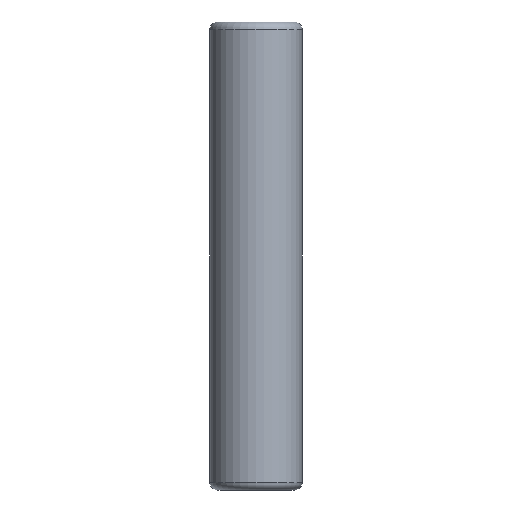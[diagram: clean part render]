
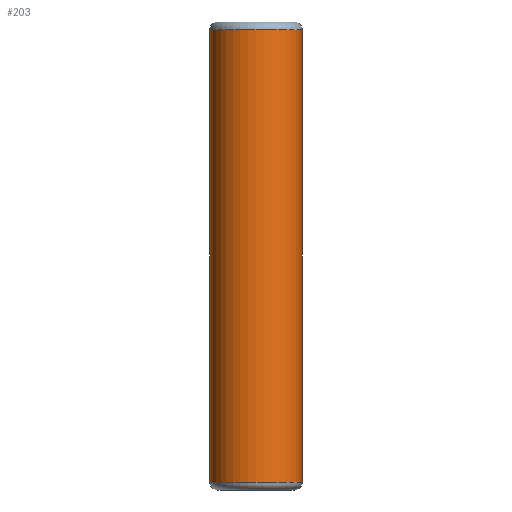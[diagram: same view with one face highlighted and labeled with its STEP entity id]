
A CAD part, front view. The second image highlights one B-rep face of the part: STEP entity #203.
In plain terms, the highlighted cylindrical face has radius 7 mm (diameter 14 mm), a partial arc.
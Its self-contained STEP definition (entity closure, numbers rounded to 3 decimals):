
#23 = VECTOR ( 'NONE', #285, 1000. ) ;
#56 = ORIENTED_EDGE ( 'NONE', *, *, #194, .F. ) ;
#57 = ORIENTED_EDGE ( 'NONE', *, *, #398, .T. ) ;
#58 = ORIENTED_EDGE ( 'NONE', *, *, #397, .T. ) ;
#59 = ORIENTED_EDGE ( 'NONE', *, *, #402, .T. ) ;
#84 = EDGE_LOOP ( 'NONE', ( #56, #57, #58, #59 ) ) ;
#95 = LINE ( 'NONE', #284, #23 ) ;
#127 = FACE_OUTER_BOUND ( 'NONE', #84, .T. ) ;
#134 = CYLINDRICAL_SURFACE ( 'NONE', #430, 7. ) ;
#141 = LINE ( 'NONE', #354, #147 ) ;
#147 = VECTOR ( 'NONE', #355, 1000. ) ;
#149 = CIRCLE ( 'NONE', #438, 7. ) ;
#153 = CIRCLE ( 'NONE', #433, 7. ) ;
#194 = EDGE_CURVE ( 'NONE', #217, #223, #95, .T. ) ;
#203 = ADVANCED_FACE ( 'NONE', ( #127 ), #134, .T. ) ;
#215 = VERTEX_POINT ( 'NONE', #332 ) ;
#217 = VERTEX_POINT ( 'NONE', #335 ) ;
#222 = VERTEX_POINT ( 'NONE', #339 ) ;
#223 = VERTEX_POINT ( 'NONE', #340 ) ;
#284 = CARTESIAN_POINT ( 'NONE',  ( 7., 0., 71. ) ) ;
#285 = DIRECTION ( 'NONE',  ( 0., 0., -1. ) ) ;
#305 = CARTESIAN_POINT ( 'NONE',  ( 0., 0., 71. ) ) ;
#308 = DIRECTION ( 'NONE',  ( 0., 0., -1. ) ) ;
#309 = DIRECTION ( 'NONE',  ( -1., 0., 0. ) ) ;
#332 = CARTESIAN_POINT ( 'NONE',  ( -7., 0., 69.8 ) ) ;
#335 = CARTESIAN_POINT ( 'NONE',  ( 7., 0., 69.8 ) ) ;
#339 = CARTESIAN_POINT ( 'NONE',  ( -7., 0., 1.2 ) ) ;
#340 = CARTESIAN_POINT ( 'NONE',  ( 7., 0., 1.2 ) ) ;
#354 = CARTESIAN_POINT ( 'NONE',  ( -7., 0., 71. ) ) ;
#355 = DIRECTION ( 'NONE',  ( 0., 0., -1. ) ) ;
#356 = CARTESIAN_POINT ( 'NONE',  ( 0., 0., 69.8 ) ) ;
#358 = DIRECTION ( 'NONE',  ( 0., 0., -1. ) ) ;
#359 = DIRECTION ( 'NONE',  ( 1., 0., 0. ) ) ;
#363 = CARTESIAN_POINT ( 'NONE',  ( 0., 0., 1.2 ) ) ;
#370 = DIRECTION ( 'NONE',  ( 0., 0., 1. ) ) ;
#371 = DIRECTION ( 'NONE',  ( 1., 0., 0. ) ) ;
#397 = EDGE_CURVE ( 'NONE', #215, #222, #141, .T. ) ;
#398 = EDGE_CURVE ( 'NONE', #217, #215, #149, .T. ) ;
#402 = EDGE_CURVE ( 'NONE', #222, #223, #153, .T. ) ;
#430 = AXIS2_PLACEMENT_3D ( 'NONE', #305, #308, #309 ) ;
#433 = AXIS2_PLACEMENT_3D ( 'NONE', #363, #370, #371 ) ;
#438 = AXIS2_PLACEMENT_3D ( 'NONE', #356, #358, #359 ) ;
